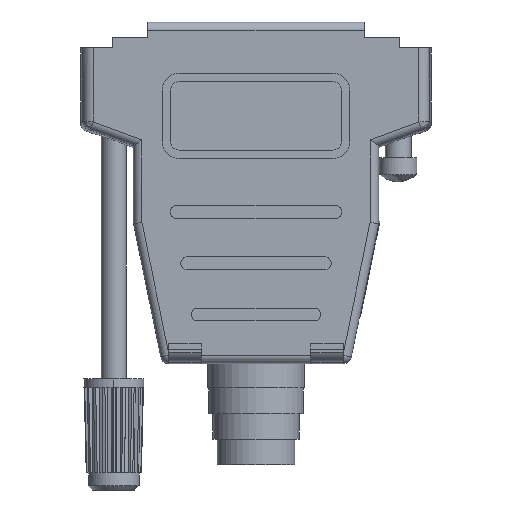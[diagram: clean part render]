
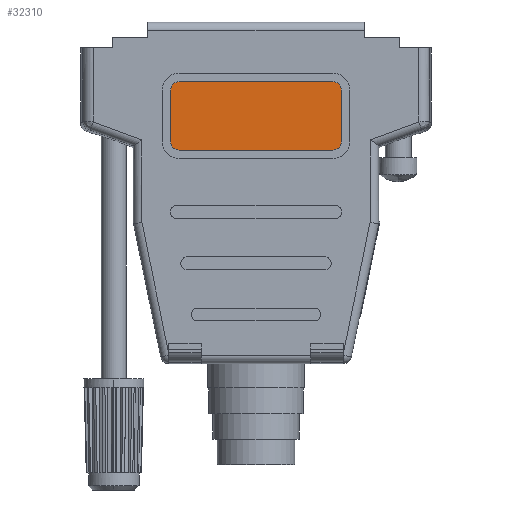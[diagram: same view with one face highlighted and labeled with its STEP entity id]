
A CAD part, front view. The second image highlights one B-rep face of the part: STEP entity #32310.
In plain terms, the highlighted planar face has unit normal (0, -1, 0).
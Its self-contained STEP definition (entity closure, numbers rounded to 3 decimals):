
#1038 = EDGE_CURVE ( 'NONE', #29950, #19145, #28816, .T. ) ;
#1860 = PLANE ( 'NONE',  #4514 ) ;
#2048 = VERTEX_POINT ( 'NONE', #10777 ) ;
#2144 = ORIENTED_EDGE ( 'NONE', *, *, #25190, .T. ) ;
#2435 = CARTESIAN_POINT ( 'NONE',  ( -10., 0.2, -8. ) ) ;
#3176 = CARTESIAN_POINT ( 'NONE',  ( 10., 0.2, -14. ) ) ;
#3192 = EDGE_LOOP ( 'NONE', ( #31135, #2144, #7078, #19381, #15218, #22069, #30007, #4627 ) ) ;
#3339 = CARTESIAN_POINT ( 'NONE',  ( 9., 0.2, -14. ) ) ;
#4514 = AXIS2_PLACEMENT_3D ( 'NONE', #14622, #9810, #17769 ) ;
#4627 = ORIENTED_EDGE ( 'NONE', *, *, #11646, .T. ) ;
#5258 = VERTEX_POINT ( 'NONE', #3176 ) ;
#5303 = VERTEX_POINT ( 'NONE', #25439 ) ;
#5328 = AXIS2_PLACEMENT_3D ( 'NONE', #22969, #7846, #15313 ) ;
#6021 = CARTESIAN_POINT ( 'NONE',  ( 10., 0.2, -14. ) ) ;
#7078 = ORIENTED_EDGE ( 'NONE', *, *, #1038, .T. ) ;
#7592 = EDGE_CURVE ( 'NONE', #9156, #2048, #31835, .T. ) ;
#7846 = DIRECTION ( 'NONE',  ( 0., -1., 0. ) ) ;
#7871 = DIRECTION ( 'NONE',  ( 0., 0., -1. ) ) ;
#8147 = DIRECTION ( 'NONE',  ( -1., 0., 0. ) ) ;
#8428 = VERTEX_POINT ( 'NONE', #12605 ) ;
#8755 = LINE ( 'NONE', #28688, #29753 ) ;
#9156 = VERTEX_POINT ( 'NONE', #9239 ) ;
#9239 = CARTESIAN_POINT ( 'NONE',  ( -10., 0.2, -14. ) ) ;
#9471 = FACE_OUTER_BOUND ( 'NONE', #3192, .T. ) ;
#9560 = AXIS2_PLACEMENT_3D ( 'NONE', #29180, #26720, #32662 ) ;
#9810 = DIRECTION ( 'NONE',  ( 0., -1., 0. ) ) ;
#10609 = LINE ( 'NONE', #31206, #22491 ) ;
#10777 = CARTESIAN_POINT ( 'NONE',  ( -9., 0.2, -15. ) ) ;
#10947 = CARTESIAN_POINT ( 'NONE',  ( 10., 0.2, -8. ) ) ;
#11646 = EDGE_CURVE ( 'NONE', #5258, #13032, #28768, .T. ) ;
#12605 = CARTESIAN_POINT ( 'NONE',  ( 9., 0.2, -7. ) ) ;
#12781 = CIRCLE ( 'NONE', #20739, 1. ) ;
#12805 = VECTOR ( 'NONE', #16142, 1000. ) ;
#13032 = VERTEX_POINT ( 'NONE', #10947 ) ;
#13443 = EDGE_CURVE ( 'NONE', #2048, #5303, #8755, .T. ) ;
#14622 = CARTESIAN_POINT ( 'NONE',  ( 9., 0.2, -8. ) ) ;
#15108 = VECTOR ( 'NONE', #15195, 1000. ) ;
#15195 = DIRECTION ( 'NONE',  ( 0., 0., -1. ) ) ;
#15218 = ORIENTED_EDGE ( 'NONE', *, *, #7592, .T. ) ;
#15313 = DIRECTION ( 'NONE',  ( 0., 0., -1. ) ) ;
#16142 = DIRECTION ( 'NONE',  ( 0., 0., 1. ) ) ;
#17741 = EDGE_CURVE ( 'NONE', #13032, #8428, #19123, .T. ) ;
#17769 = DIRECTION ( 'NONE',  ( 0., 0., -1. ) ) ;
#18246 = EDGE_CURVE ( 'NONE', #5303, #5258, #12781, .T. ) ;
#19123 = CIRCLE ( 'NONE', #5328, 1. ) ;
#19145 = VERTEX_POINT ( 'NONE', #27165 ) ;
#19222 = CARTESIAN_POINT ( 'NONE',  ( -9., 0.2, -7. ) ) ;
#19381 = ORIENTED_EDGE ( 'NONE', *, *, #31561, .T. ) ;
#19991 = CARTESIAN_POINT ( 'NONE',  ( -9., 0.2, -8. ) ) ;
#20739 = AXIS2_PLACEMENT_3D ( 'NONE', #3339, #26256, #20753 ) ;
#20753 = DIRECTION ( 'NONE',  ( 0., 0., -1. ) ) ;
#22069 = ORIENTED_EDGE ( 'NONE', *, *, #13443, .T. ) ;
#22491 = VECTOR ( 'NONE', #8147, 1000. ) ;
#22969 = CARTESIAN_POINT ( 'NONE',  ( 9., 0.2, -8. ) ) ;
#23713 = DIRECTION ( 'NONE',  ( 1., 0., 0. ) ) ;
#25190 = EDGE_CURVE ( 'NONE', #8428, #29950, #10609, .T. ) ;
#25439 = CARTESIAN_POINT ( 'NONE',  ( 9., 0.2, -15. ) ) ;
#26256 = DIRECTION ( 'NONE',  ( 0., -1., 0. ) ) ;
#26720 = DIRECTION ( 'NONE',  ( 0., -1., 0. ) ) ;
#27165 = CARTESIAN_POINT ( 'NONE',  ( -10., 0.2, -8. ) ) ;
#27836 = LINE ( 'NONE', #2435, #15108 ) ;
#28688 = CARTESIAN_POINT ( 'NONE',  ( -9., 0.2, -15. ) ) ;
#28768 = LINE ( 'NONE', #6021, #12805 ) ;
#28816 = CIRCLE ( 'NONE', #30416, 1. ) ;
#29180 = CARTESIAN_POINT ( 'NONE',  ( -9., 0.2, -14. ) ) ;
#29753 = VECTOR ( 'NONE', #23713, 1000. ) ;
#29950 = VERTEX_POINT ( 'NONE', #19222 ) ;
#30007 = ORIENTED_EDGE ( 'NONE', *, *, #18246, .T. ) ;
#30416 = AXIS2_PLACEMENT_3D ( 'NONE', #19991, #30971, #7871 ) ;
#30971 = DIRECTION ( 'NONE',  ( 0., -1., 0. ) ) ;
#31135 = ORIENTED_EDGE ( 'NONE', *, *, #17741, .T. ) ;
#31206 = CARTESIAN_POINT ( 'NONE',  ( 9., 0.2, -7. ) ) ;
#31561 = EDGE_CURVE ( 'NONE', #19145, #9156, #27836, .T. ) ;
#31835 = CIRCLE ( 'NONE', #9560, 1. ) ;
#32310 = ADVANCED_FACE ( 'NONE', ( #9471 ), #1860, .T. ) ;
#32662 = DIRECTION ( 'NONE',  ( 0., 0., -1. ) ) ;
